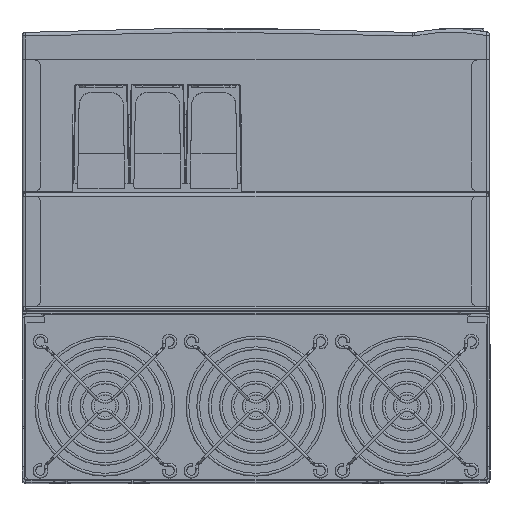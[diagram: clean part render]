
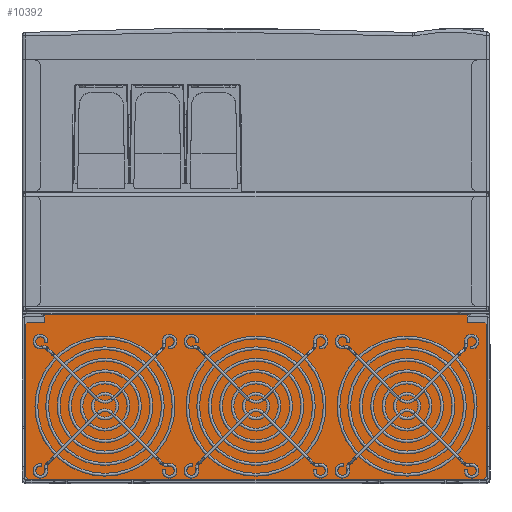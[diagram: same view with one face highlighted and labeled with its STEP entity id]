
A CAD part, top view. The second image highlights one B-rep face of the part: STEP entity #10392.
In plain terms, the highlighted planar face has unit normal (0, 0, 1).
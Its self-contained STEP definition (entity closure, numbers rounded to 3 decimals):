
#183 = LINE ( 'NONE', #32857, #32517 ) ;
#198 = VERTEX_POINT ( 'NONE', #13251 ) ;
#567 = DIRECTION ( 'NONE',  ( 0.707, 0.707, 0. ) ) ;
#762 = CARTESIAN_POINT ( 'NONE',  ( -123.25, 16., 40.5 ) ) ;
#797 = VERTEX_POINT ( 'NONE', #23741 ) ;
#828 = DIRECTION ( 'NONE',  ( -1., 0., 0. ) ) ;
#885 = LINE ( 'NONE', #762, #15501 ) ;
#957 = LINE ( 'NONE', #1484, #27399 ) ;
#1122 = CARTESIAN_POINT ( 'NONE',  ( 146.25, -7., 40.5 ) ) ;
#1484 = CARTESIAN_POINT ( 'NONE',  ( 0., -1.987, 40.5 ) ) ;
#1499 = CARTESIAN_POINT ( 'NONE',  ( -135., -6., 40.5 ) ) ;
#1707 = CARTESIAN_POINT ( 'NONE',  ( 0., -7., 40.5 ) ) ;
#1886 = EDGE_CURVE ( 'NONE', #32056, #797, #10573, .T. ) ;
#2657 = PLANE ( 'NONE',  #6373 ) ;
#3263 = LINE ( 'NONE', #14753, #19728 ) ;
#3473 = VERTEX_POINT ( 'NONE', #1499 ) ;
#3490 = VERTEX_POINT ( 'NONE', #3948 ) ;
#3613 = LINE ( 'NONE', #4614, #20513 ) ;
#3663 = VERTEX_POINT ( 'NONE', #35937 ) ;
#3718 = CARTESIAN_POINT ( 'NONE',  ( 136., -6., 40.5 ) ) ;
#3752 = CARTESIAN_POINT ( 'NONE',  ( 72.625, -179.875, 40.5 ) ) ;
#3948 = CARTESIAN_POINT ( 'NONE',  ( 145.25, -107.25, 40.5 ) ) ;
#4163 = CARTESIAN_POINT ( 'NONE',  ( -135., -1.987, 40.5 ) ) ;
#4484 = CARTESIAN_POINT ( 'NONE',  ( -147.25, -105.25, 40.5 ) ) ;
#4614 = CARTESIAN_POINT ( 'NONE',  ( 0., -107.25, 40.5 ) ) ;
#5172 = CARTESIAN_POINT ( 'NONE',  ( 147.25, -1.25, 40.5 ) ) ;
#5261 = DIRECTION ( 'NONE',  ( 0., 1., 0. ) ) ;
#5328 = ORIENTED_EDGE ( 'NONE', *, *, #5945, .T. ) ;
#5484 = AXIS2_PLACEMENT_3D ( 'NONE', #32172, #25220, #828 ) ;
#5632 = DIRECTION ( 'NONE',  ( 1., 0., 0. ) ) ;
#5913 = LINE ( 'NONE', #5172, #11873 ) ;
#5945 = EDGE_CURVE ( 'NONE', #3473, #34319, #28088, .T. ) ;
#6083 = LINE ( 'NONE', #1707, #33139 ) ;
#6373 = AXIS2_PLACEMENT_3D ( 'NONE', #34257, #14333, #9708 ) ;
#6618 = FACE_OUTER_BOUND ( 'NONE', #8112, .T. ) ;
#6669 = DIRECTION ( 'NONE',  ( 1., 0., 0. ) ) ;
#6951 = ORIENTED_EDGE ( 'NONE', *, *, #30665, .T. ) ;
#7152 = EDGE_CURVE ( 'NONE', #8813, #34022, #183, .T. ) ;
#7330 = EDGE_CURVE ( 'NONE', #7711, #8813, #19134, .T. ) ;
#7711 = VERTEX_POINT ( 'NONE', #12529 ) ;
#8112 = EDGE_LOOP ( 'NONE', ( #31654, #27160, #11468, #6951, #18348, #18583, #30791, #34262, #33398, #29723, #5328, #33717, #18788, #10553 ) ) ;
#8813 = VERTEX_POINT ( 'NONE', #4484 ) ;
#9040 = VERTEX_POINT ( 'NONE', #1122 ) ;
#9387 = LINE ( 'NONE', #3752, #30378 ) ;
#9708 = DIRECTION ( 'NONE',  ( 1., 0., 0. ) ) ;
#10392 = ADVANCED_FACE ( 'NONE', ( #6618 ), #2657, .T. ) ;
#10553 = ORIENTED_EDGE ( 'NONE', *, *, #7152, .F. ) ;
#10573 = CIRCLE ( 'NONE', #29426, 1. ) ;
#10590 = DIRECTION ( 'NONE',  ( 1., 0., 0. ) ) ;
#11105 = DIRECTION ( 'NONE',  ( 0., 0., 1. ) ) ;
#11293 = VERTEX_POINT ( 'NONE', #15960 ) ;
#11468 = ORIENTED_EDGE ( 'NONE', *, *, #17079, .T. ) ;
#11873 = VECTOR ( 'NONE', #5261, 1000. ) ;
#12516 = CARTESIAN_POINT ( 'NONE',  ( -136., -7., 40.5 ) ) ;
#12529 = CARTESIAN_POINT ( 'NONE',  ( -145.25, -107.25, 40.5 ) ) ;
#13251 = CARTESIAN_POINT ( 'NONE',  ( -146.25, -7., 40.5 ) ) ;
#13514 = EDGE_CURVE ( 'NONE', #18591, #32056, #23398, .T. ) ;
#14333 = DIRECTION ( 'NONE',  ( 0., 0., 1. ) ) ;
#14753 = CARTESIAN_POINT ( 'NONE',  ( 123.25, 16., 40.5 ) ) ;
#14832 = DIRECTION ( 'NONE',  ( -0.707, 0.707, 0. ) ) ;
#15368 = DIRECTION ( 'NONE',  ( 0., -1., 0. ) ) ;
#15501 = VECTOR ( 'NONE', #567, 1000. ) ;
#15547 = VECTOR ( 'NONE', #26557, 1000. ) ;
#15960 = CARTESIAN_POINT ( 'NONE',  ( 147.25, -8., 40.5 ) ) ;
#17079 = EDGE_CURVE ( 'NONE', #3490, #3663, #9387, .T. ) ;
#17324 = EDGE_CURVE ( 'NONE', #34319, #198, #26173, .T. ) ;
#17370 = DIRECTION ( 'NONE',  ( 1., 0., 0. ) ) ;
#17810 = DIRECTION ( 'NONE',  ( 0., 1., 0. ) ) ;
#18348 = ORIENTED_EDGE ( 'NONE', *, *, #30771, .T. ) ;
#18583 = ORIENTED_EDGE ( 'NONE', *, *, #21490, .F. ) ;
#18591 = VERTEX_POINT ( 'NONE', #24252 ) ;
#18788 = ORIENTED_EDGE ( 'NONE', *, *, #20268, .F. ) ;
#19134 = LINE ( 'NONE', #32925, #32130 ) ;
#19728 = VECTOR ( 'NONE', #14832, 1000. ) ;
#20186 = CARTESIAN_POINT ( 'NONE',  ( 135., -6., 40.5 ) ) ;
#20268 = EDGE_CURVE ( 'NONE', #34022, #198, #885, .T. ) ;
#20513 = VECTOR ( 'NONE', #6669, 1000. ) ;
#21148 = VECTOR ( 'NONE', #26071, 1000. ) ;
#21490 = EDGE_CURVE ( 'NONE', #797, #9040, #6083, .T. ) ;
#23067 = DIRECTION ( 'NONE',  ( -0.707, 0.707, 0. ) ) ;
#23398 = LINE ( 'NONE', #31167, #29411 ) ;
#23741 = CARTESIAN_POINT ( 'NONE',  ( 136., -7., 40.5 ) ) ;
#24252 = CARTESIAN_POINT ( 'NONE',  ( 135., -1.987, 40.5 ) ) ;
#25206 = EDGE_CURVE ( 'NONE', #35691, #3473, #26593, .T. ) ;
#25220 = DIRECTION ( 'NONE',  ( 0., 0., -1. ) ) ;
#26071 = DIRECTION ( 'NONE',  ( -1., 0., 0. ) ) ;
#26138 = CARTESIAN_POINT ( 'NONE',  ( 0., -7., 40.5 ) ) ;
#26173 = LINE ( 'NONE', #26138, #21148 ) ;
#26557 = DIRECTION ( 'NONE',  ( 0., -1., 0. ) ) ;
#26589 = CARTESIAN_POINT ( 'NONE',  ( -135., -107.25, 40.5 ) ) ;
#26593 = LINE ( 'NONE', #26589, #15547 ) ;
#27160 = ORIENTED_EDGE ( 'NONE', *, *, #27718, .T. ) ;
#27399 = VECTOR ( 'NONE', #5632, 1000. ) ;
#27718 = EDGE_CURVE ( 'NONE', #7711, #3490, #3613, .T. ) ;
#28088 = CIRCLE ( 'NONE', #5484, 1. ) ;
#29350 = EDGE_CURVE ( 'NONE', #35691, #18591, #957, .T. ) ;
#29411 = VECTOR ( 'NONE', #15368, 1000. ) ;
#29426 = AXIS2_PLACEMENT_3D ( 'NONE', #3718, #11105, #17370 ) ;
#29723 = ORIENTED_EDGE ( 'NONE', *, *, #25206, .T. ) ;
#30378 = VECTOR ( 'NONE', #31778, 1000. ) ;
#30585 = CARTESIAN_POINT ( 'NONE',  ( -147.25, -8., 40.5 ) ) ;
#30665 = EDGE_CURVE ( 'NONE', #3663, #11293, #5913, .T. ) ;
#30771 = EDGE_CURVE ( 'NONE', #11293, #9040, #3263, .T. ) ;
#30791 = ORIENTED_EDGE ( 'NONE', *, *, #1886, .F. ) ;
#31167 = CARTESIAN_POINT ( 'NONE',  ( 135., -107.25, 40.5 ) ) ;
#31654 = ORIENTED_EDGE ( 'NONE', *, *, #7330, .F. ) ;
#31778 = DIRECTION ( 'NONE',  ( 0.707, 0.707, 0. ) ) ;
#32056 = VERTEX_POINT ( 'NONE', #20186 ) ;
#32130 = VECTOR ( 'NONE', #23067, 1000. ) ;
#32172 = CARTESIAN_POINT ( 'NONE',  ( -136., -6., 40.5 ) ) ;
#32517 = VECTOR ( 'NONE', #17810, 1000. ) ;
#32857 = CARTESIAN_POINT ( 'NONE',  ( -147.25, -1.25, 40.5 ) ) ;
#32925 = CARTESIAN_POINT ( 'NONE',  ( -72.625, -179.875, 40.5 ) ) ;
#33139 = VECTOR ( 'NONE', #10590, 1000. ) ;
#33398 = ORIENTED_EDGE ( 'NONE', *, *, #29350, .F. ) ;
#33717 = ORIENTED_EDGE ( 'NONE', *, *, #17324, .T. ) ;
#34022 = VERTEX_POINT ( 'NONE', #30585 ) ;
#34257 = CARTESIAN_POINT ( 'NONE',  ( 0., -107.25, 40.5 ) ) ;
#34262 = ORIENTED_EDGE ( 'NONE', *, *, #13514, .F. ) ;
#34319 = VERTEX_POINT ( 'NONE', #12516 ) ;
#35691 = VERTEX_POINT ( 'NONE', #4163 ) ;
#35937 = CARTESIAN_POINT ( 'NONE',  ( 147.25, -105.25, 40.5 ) ) ;
